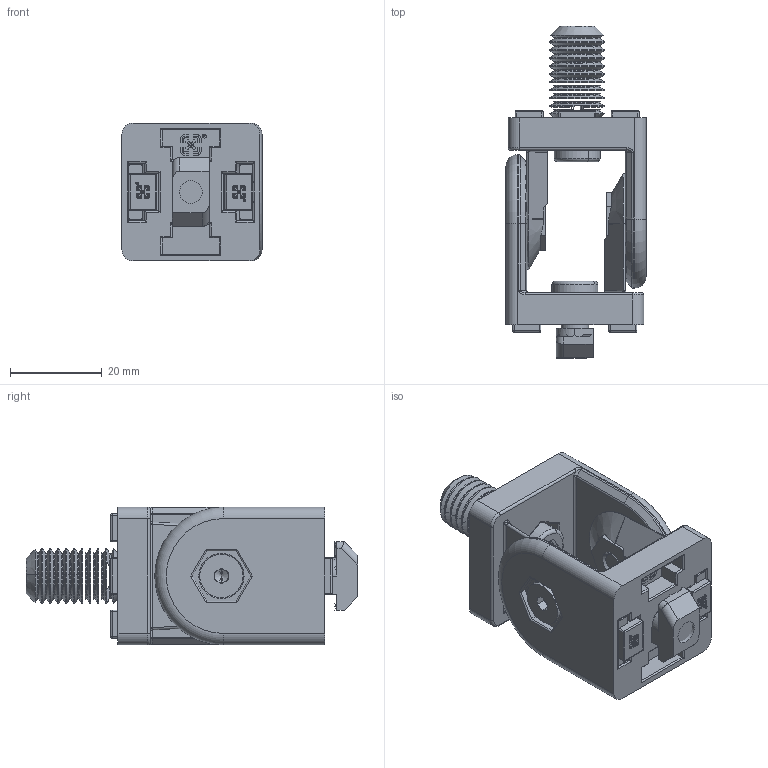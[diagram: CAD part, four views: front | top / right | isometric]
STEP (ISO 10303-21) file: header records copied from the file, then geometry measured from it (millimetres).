
FILE_DESCRIPTION (( 'STEP AP203' ), '1' );
FILE_NAME ('8.32.3030C.STEP', '2014-11-06T01:29:49', ( 'USER' ), ( 'Microsoft' ), 'SwSTEP 2.0', 'SolidWorks 2012', '' );
FILE_SCHEMA (( 'CONFIG_CONTROL_DESIGN' ));
Length unit declared in the file: millimetre
Products named in the file (1): 8.32.3030C
Bounding box: 30.5 x 72.2 x 30 mm (x, y, z)
Surface area: 15224.2 mm2 (no closed solid volume)
Topology: 0 solids, 37 shells, 1092 faces, 3864 edges, 2669 vertices
Faces by surface type: plane 534, cylinder 348, cone 74, torus 74, sphere 34, bspline 28
Entity records: 42219 total; most frequent: CARTESIAN_POINT 10026, DIRECTION 6671, ORIENTED_EDGE 6026, EDGE_CURVE 3818, VERTEX_POINT 2669, LINE 2533, VECTOR 2533, AXIS2_PLACEMENT_3D 2069
